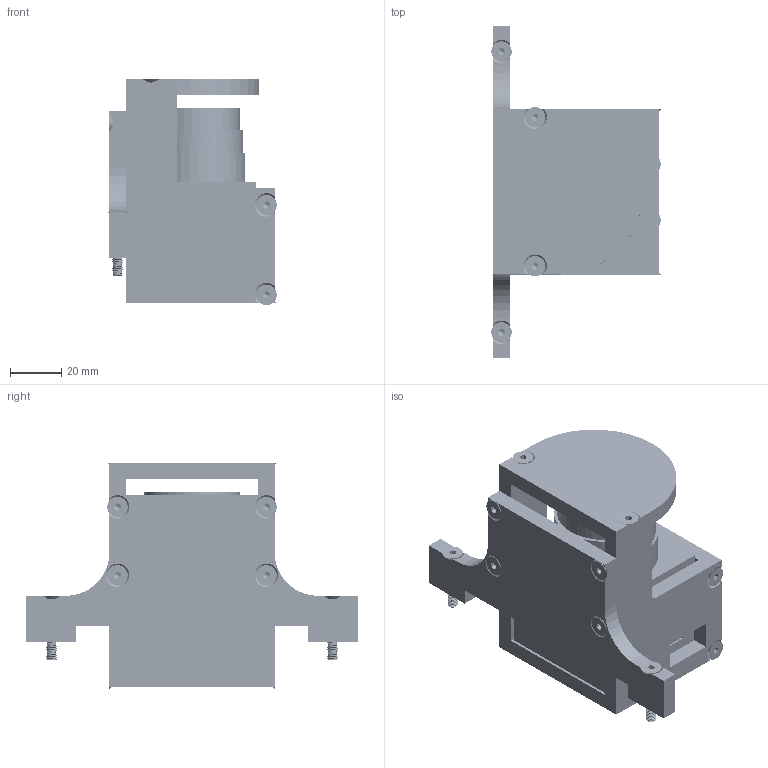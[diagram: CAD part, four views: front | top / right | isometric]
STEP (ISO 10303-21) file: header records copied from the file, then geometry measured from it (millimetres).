
FILE_DESCRIPTION(/* description */ (''),/* implementation_level */ '2;1');
FILE_NAME(/* name */ 'Case Hokuyo.stp',/* time_stamp */ '2020-09-25T20:00:20-05:00',/* author */ (''),/* organization */ (''),/* preprocessor_version */ 'ST-DEVELOPER v16',/* originating_system */ 'SIEMENS PLM Software NX 10.0',/* authorisation */ '');
FILE_SCHEMA (('CONFIG_CONTROL_DESIGN'));
Length unit declared in the file: millimetre
Products named in the file (11): Tornillo Plana M4x25; Tornillo Plana M3x12; Tornillo Plana M4x12; Hokuyo Top; Hokuyo Front; Hokuyo Bottom; Hokuyo Telemeter; Hokuyo Back; Hokuyo Right; Hokuyo Left; Case Hokuyo
Assembly tree (25 placements, depth 2):
  Case Hokuyo
    Hokuyo Left
    Hokuyo Right
    Hokuyo Back
    Hokuyo Telemeter
    Hokuyo Bottom
    Hokuyo Front
    Hokuyo Top
    Tornillo Plana M4x12  x12
    Tornillo Plana M3x12  x4
    Tornillo Plana M4x25  x2
Bounding box: 66.35 x 130 x 88.53 mm (x, y, z)
Volume: 258917.8 mm3; surface area: 73252.1 mm2
Topology: 29 solids, 29 shells, 584 faces, 1323 edges, 787 vertices
Faces by surface type: plane 370, cone 100, cylinder 78, bspline 36
Full cylindrical faces by diameter (mm): 2.5 x4, 3.2 x4, 3.3 x12, 4.3 x14, 37.5 x1, 40 x1
Entity records: 24412 total; most frequent: CARTESIAN_POINT 17550, DIRECTION 1110, ORIENTED_EDGE 906, EDGE_CURVE 453, AXIS2_PLACEMENT_3D 438, EDGE_LOOP 382, VERTEX_POINT 347, FACE_BOUND 288
